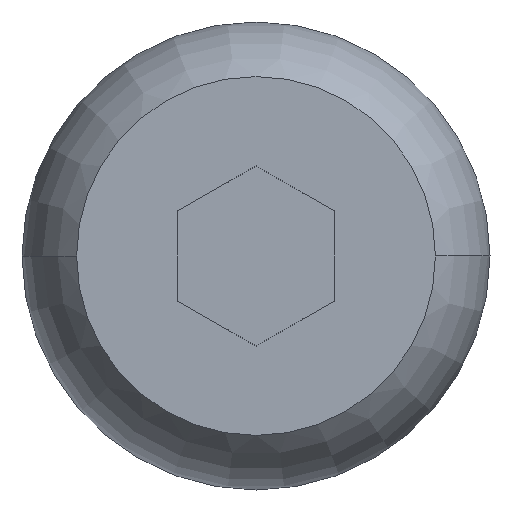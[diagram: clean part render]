
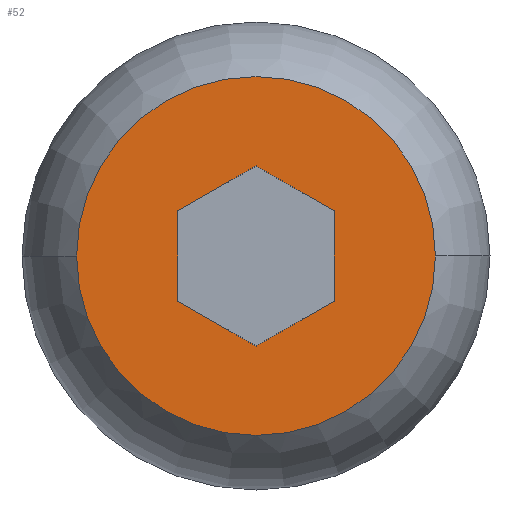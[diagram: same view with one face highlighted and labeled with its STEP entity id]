
A CAD part, left-side view. The second image highlights one B-rep face of the part: STEP entity #52.
In plain terms, the highlighted planar face has unit normal (-1, 0, 0).
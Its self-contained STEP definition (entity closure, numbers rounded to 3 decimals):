
#3 = LINE ( 'NONE', #299, #113 ) ;
#9 = VERTEX_POINT ( 'NONE', #131 ) ;
#12 = VERTEX_POINT ( 'NONE', #332 ) ;
#20 = VECTOR ( 'NONE', #54, 1000. ) ;
#31 = CARTESIAN_POINT ( 'NONE',  ( 0., 0., 0. ) ) ;
#34 = EDGE_CURVE ( 'NONE', #152, #457, #362, .T. ) ;
#35 = LINE ( 'NONE', #192, #123 ) ;
#48 = LINE ( 'NONE', #614, #634 ) ;
#52 = ADVANCED_FACE ( 'NONE', ( #81, #121 ), #324, .T. ) ;
#54 = DIRECTION ( 'NONE',  ( 0., 0.866, -0.5 ) ) ;
#58 = EDGE_CURVE ( 'NONE', #457, #152, #397, .T. ) ;
#62 = ORIENTED_EDGE ( 'NONE', *, *, #625, .F. ) ;
#66 = AXIS2_PLACEMENT_3D ( 'NONE', #31, #652, #437 ) ;
#81 = FACE_BOUND ( 'NONE', #407, .T. ) ;
#91 = DIRECTION ( 'NONE',  ( 0., -0.866, -0.5 ) ) ;
#100 = DIRECTION ( 'NONE',  ( 0., -0.866, 0.5 ) ) ;
#105 = CARTESIAN_POINT ( 'NONE',  ( 0., 0., 1.443 ) ) ;
#113 = VECTOR ( 'NONE', #100, 1000. ) ;
#115 = EDGE_CURVE ( 'NONE', #390, #12, #35, .T. ) ;
#121 = FACE_OUTER_BOUND ( 'NONE', #629, .T. ) ;
#123 = VECTOR ( 'NONE', #535, 1000. ) ;
#131 = CARTESIAN_POINT ( 'NONE',  ( 0., 0., 1.443 ) ) ;
#135 = CARTESIAN_POINT ( 'NONE',  ( 0., 1.25, -0.722 ) ) ;
#137 = CARTESIAN_POINT ( 'NONE',  ( 0., 2.875, 0. ) ) ;
#141 = CARTESIAN_POINT ( 'NONE',  ( 0., 0., 0. ) ) ;
#142 = LINE ( 'NONE', #660, #427 ) ;
#152 = VERTEX_POINT ( 'NONE', #137 ) ;
#158 = EDGE_CURVE ( 'NONE', #12, #9, #336, .T. ) ;
#165 = EDGE_CURVE ( 'NONE', #257, #519, #48, .T. ) ;
#178 = VERTEX_POINT ( 'NONE', #202 ) ;
#188 = DIRECTION ( 'NONE',  ( 1., 0., 0. ) ) ;
#192 = CARTESIAN_POINT ( 'NONE',  ( 0., -1.25, -0.722 ) ) ;
#202 = CARTESIAN_POINT ( 'NONE',  ( 0., 0., -1.443 ) ) ;
#221 = DIRECTION ( 'NONE',  ( 1., 0., 0. ) ) ;
#231 = ORIENTED_EDGE ( 'NONE', *, *, #34, .F. ) ;
#241 = ORIENTED_EDGE ( 'NONE', *, *, #558, .F. ) ;
#242 = CARTESIAN_POINT ( 'NONE',  ( 0., 0., 0. ) ) ;
#249 = CARTESIAN_POINT ( 'NONE',  ( 0., -1.25, 0.722 ) ) ;
#257 = VERTEX_POINT ( 'NONE', #356 ) ;
#282 = VECTOR ( 'NONE', #465, 1000. ) ;
#296 = CARTESIAN_POINT ( 'NONE',  ( 0., -2.875, 0. ) ) ;
#299 = CARTESIAN_POINT ( 'NONE',  ( 0., 0., -1.443 ) ) ;
#324 = PLANE ( 'NONE',  #66 ) ;
#332 = CARTESIAN_POINT ( 'NONE',  ( 0., -1.25, 0.722 ) ) ;
#336 = LINE ( 'NONE', #249, #282 ) ;
#355 = ORIENTED_EDGE ( 'NONE', *, *, #58, .F. ) ;
#356 = CARTESIAN_POINT ( 'NONE',  ( 0., 1.25, 0.722 ) ) ;
#362 = CIRCLE ( 'NONE', #480, 2.875 ) ;
#373 = ORIENTED_EDGE ( 'NONE', *, *, #115, .F. ) ;
#390 = VERTEX_POINT ( 'NONE', #474 ) ;
#397 = CIRCLE ( 'NONE', #450, 2.875 ) ;
#407 = EDGE_LOOP ( 'NONE', ( #574, #483, #373, #62, #241, #439 ) ) ;
#427 = VECTOR ( 'NONE', #91, 1000. ) ;
#433 = DIRECTION ( 'NONE',  ( 0., 1., 0. ) ) ;
#437 = DIRECTION ( 'NONE',  ( 0., -1., 0. ) ) ;
#439 = ORIENTED_EDGE ( 'NONE', *, *, #165, .F. ) ;
#450 = AXIS2_PLACEMENT_3D ( 'NONE', #141, #221, #433 ) ;
#457 = VERTEX_POINT ( 'NONE', #296 ) ;
#458 = LINE ( 'NONE', #105, #20 ) ;
#465 = DIRECTION ( 'NONE',  ( 0., 0.866, 0.5 ) ) ;
#474 = CARTESIAN_POINT ( 'NONE',  ( 0., -1.25, -0.722 ) ) ;
#480 = AXIS2_PLACEMENT_3D ( 'NONE', #242, #188, #646 ) ;
#483 = ORIENTED_EDGE ( 'NONE', *, *, #158, .F. ) ;
#515 = DIRECTION ( 'NONE',  ( 0., 0., -1. ) ) ;
#519 = VERTEX_POINT ( 'NONE', #135 ) ;
#535 = DIRECTION ( 'NONE',  ( 0., 0., 1. ) ) ;
#558 = EDGE_CURVE ( 'NONE', #519, #178, #142, .T. ) ;
#574 = ORIENTED_EDGE ( 'NONE', *, *, #630, .F. ) ;
#614 = CARTESIAN_POINT ( 'NONE',  ( 0., 1.25, 0.722 ) ) ;
#625 = EDGE_CURVE ( 'NONE', #178, #390, #3, .T. ) ;
#629 = EDGE_LOOP ( 'NONE', ( #231, #355 ) ) ;
#630 = EDGE_CURVE ( 'NONE', #9, #257, #458, .T. ) ;
#634 = VECTOR ( 'NONE', #515, 1000. ) ;
#646 = DIRECTION ( 'NONE',  ( 0., 1., 0. ) ) ;
#652 = DIRECTION ( 'NONE',  ( -1., 0., 0. ) ) ;
#660 = CARTESIAN_POINT ( 'NONE',  ( 0., 1.25, -0.722 ) ) ;
